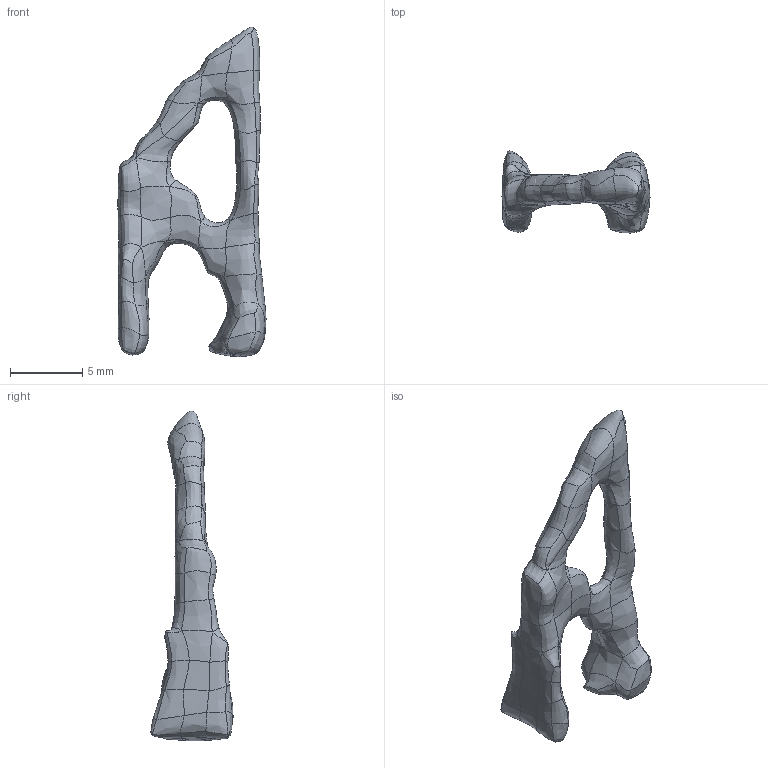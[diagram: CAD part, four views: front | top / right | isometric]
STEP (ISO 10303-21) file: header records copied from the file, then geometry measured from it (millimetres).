
FILE_DESCRIPTION(('FreeCAD Model'),'2;1');
FILE_NAME('CantiLeverWithLoadAtEndSmallerMovedLoad.stp','2016-02-26T22:58:46',( 'Author'),(''),'Open CASCADE STEP processor 6.8','FreeCAD','Unknown' );
FILE_SCHEMA(('AUTOMOTIVE_DESIGN_CC2 { 1 2 10303 214 -1 1 5 4 }'));
Products named in the file (1): Shape
Bounding box: 10.22 x 5.66 x 22.75 mm (x, y, z)
Volume: 277.7 mm3; surface area: 430.4 mm2
Topology: 1 solids, 1 shells, 156 faces, 312 edges, 156 vertices
Faces by surface type: bspline 156
Entity records: 36670 total; most frequent: CARTESIAN_POINT 31209, ORIENTED_EDGE 624, PCURVE 624, DEFINITIONAL_REPRESENTATION 624, DIRECTION 618, LINE 616, VECTOR 616, B_SPLINE_CURVE_WITH_KNOTS 320
